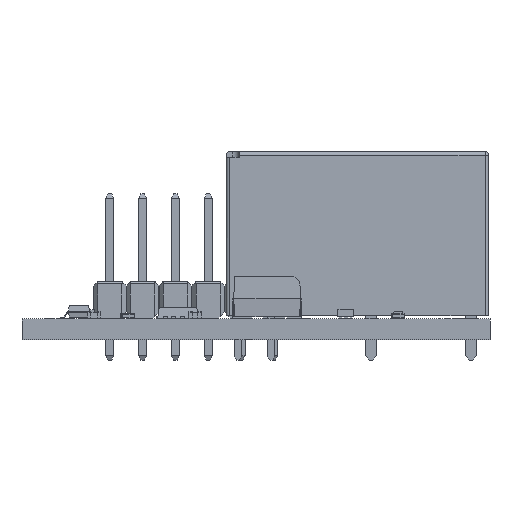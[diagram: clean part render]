
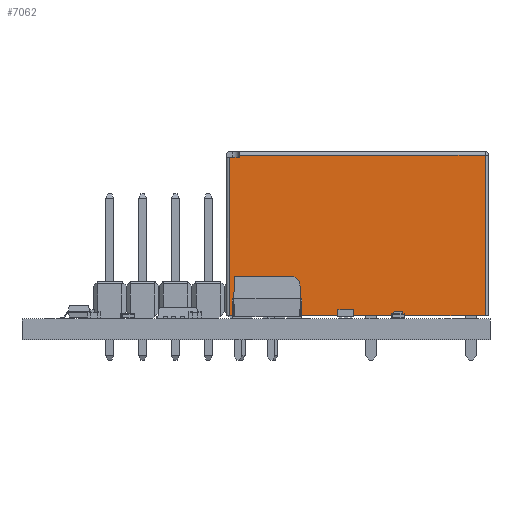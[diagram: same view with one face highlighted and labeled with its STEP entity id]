
A CAD part, front view. The second image highlights one B-rep face of the part: STEP entity #7062.
In plain terms, the highlighted free-form (B-spline) face has degree [1, 1] with [2, 2] control points.
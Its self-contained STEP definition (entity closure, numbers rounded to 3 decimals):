
#4451 = B_SPLINE_SURFACE_WITH_KNOTS('',1,1,(
    (#4452,#4453)
    ,(#4454,#4455
    )),.UNSPECIFIED.,.F.,.F.,.F.,(2,2),(2,2),(-10.,10.),(-2.5,2.5),
  .PIECEWISE_BEZIER_KNOTS.);
#4452 = CARTESIAN_POINT('',(-10.,-2.5,0.));
#4453 = CARTESIAN_POINT('',(-10.,2.5,0.));
#4454 = CARTESIAN_POINT('',(10.,-2.5,0.));
#4455 = CARTESIAN_POINT('',(10.,2.5,0.));
#4584 = VERTEX_POINT('',#4585);
#4585 = CARTESIAN_POINT('',(-9.75,-2.5,0.));
#4599 = ( BOUNDED_SURFACE() B_SPLINE_SURFACE(2,1,(
    (#4600,#4601)
    ,(#4602,#4603)
    ,(#4604,#4605
)),.UNSPECIFIED.,.F.,.F.,.F.) B_SPLINE_SURFACE_WITH_KNOTS((3,3),(2,2),(
    0.,1.571),(24.127,36.377),.PIECEWISE_BEZIER_KNOTS.) 
GEOMETRIC_REPRESENTATION_ITEM() RATIONAL_B_SPLINE_SURFACE((
    (1.,1.)
    ,(0.707,0.707)
,(1.,1.))) REPRESENTATION_ITEM('') SURFACE() );
#4600 = CARTESIAN_POINT('',(-9.75,-2.5,0.));
#4601 = CARTESIAN_POINT('',(-9.75,-2.5,-12.25));
#4602 = CARTESIAN_POINT('',(-10.,-2.5,0.));
#4603 = CARTESIAN_POINT('',(-10.,-2.5,-12.25));
#4604 = CARTESIAN_POINT('',(-10.,-2.25,0.));
#4605 = CARTESIAN_POINT('',(-10.,-2.25,-12.25));
#4613 = EDGE_CURVE('',#4584,#4614,#4616,.T.);
#4614 = VERTEX_POINT('',#4615);
#4615 = CARTESIAN_POINT('',(9.75,-2.5,0.));
#4616 = SURFACE_CURVE('',#4617,(#4620,#4626),.PCURVE_S1.);
#4617 = B_SPLINE_CURVE_WITH_KNOTS('',1,(#4618,#4619),.UNSPECIFIED.,.F.,
  .F.,(2,2),(0.,19.5),.PIECEWISE_BEZIER_KNOTS.);
#4618 = CARTESIAN_POINT('',(-9.75,-2.5,0.));
#4619 = CARTESIAN_POINT('',(9.75,-2.5,0.));
#4620 = PCURVE('',#4451,#4621);
#4621 = DEFINITIONAL_REPRESENTATION('',(#4622),#4625);
#4622 = B_SPLINE_CURVE_WITH_KNOTS('',1,(#4623,#4624),.UNSPECIFIED.,.F.,
  .F.,(2,2),(0.,19.5),.PIECEWISE_BEZIER_KNOTS.);
#4623 = CARTESIAN_POINT('',(-9.75,-2.5));
#4624 = CARTESIAN_POINT('',(9.75,-2.5));
#4625 = ( GEOMETRIC_REPRESENTATION_CONTEXT(2) 
PARAMETRIC_REPRESENTATION_CONTEXT() REPRESENTATION_CONTEXT('2D SPACE',''
  ) );
#4626 = PCURVE('',#4627,#4632);
#4627 = B_SPLINE_SURFACE_WITH_KNOTS('',1,1,(
    (#4628,#4629)
    ,(#4630,#4631
    )),.UNSPECIFIED.,.F.,.F.,.F.,(2,2),(2,2),(0.25,19.75),(-12.25,0.),
  .PIECEWISE_BEZIER_KNOTS.);
#4628 = CARTESIAN_POINT('',(-9.75,-2.5,-12.25));
#4629 = CARTESIAN_POINT('',(-9.75,-2.5,0.));
#4630 = CARTESIAN_POINT('',(9.75,-2.5,-12.25));
#4631 = CARTESIAN_POINT('',(9.75,-2.5,0.));
#4632 = DEFINITIONAL_REPRESENTATION('',(#4633),#4636);
#4633 = B_SPLINE_CURVE_WITH_KNOTS('',1,(#4634,#4635),.UNSPECIFIED.,.F.,
  .F.,(2,2),(0.,19.5),.PIECEWISE_BEZIER_KNOTS.);
#4634 = CARTESIAN_POINT('',(0.25,0.));
#4635 = CARTESIAN_POINT('',(19.75,0.));
#4636 = ( GEOMETRIC_REPRESENTATION_CONTEXT(2) 
PARAMETRIC_REPRESENTATION_CONTEXT() REPRESENTATION_CONTEXT('2D SPACE',''
  ) );
#4652 = ( BOUNDED_SURFACE() B_SPLINE_SURFACE(2,1,(
    (#4653,#4654)
    ,(#4655,#4656)
    ,(#4657,#4658
)),.UNSPECIFIED.,.F.,.F.,.F.) B_SPLINE_SURFACE_WITH_KNOTS((3,3),(2,2),(
    0.,1.571),(24.127,36.207),.PIECEWISE_BEZIER_KNOTS.) 
GEOMETRIC_REPRESENTATION_ITEM() RATIONAL_B_SPLINE_SURFACE((
    (1.,1.)
    ,(0.707,0.707)
,(1.,1.))) REPRESENTATION_ITEM('') SURFACE() );
#4653 = CARTESIAN_POINT('',(10.,-2.25,0.));
#4654 = CARTESIAN_POINT('',(10.,-2.25,-12.08));
#4655 = CARTESIAN_POINT('',(10.,-2.5,0.));
#4656 = CARTESIAN_POINT('',(10.,-2.5,-12.08));
#4657 = CARTESIAN_POINT('',(9.75,-2.5,0.));
#4658 = CARTESIAN_POINT('',(9.75,-2.5,-12.08));
#6387 = EDGE_CURVE('',#4614,#6388,#6390,.T.);
#6388 = VERTEX_POINT('',#6389);
#6389 = CARTESIAN_POINT('',(9.75,-2.5,-12.08));
#6390 = SURFACE_CURVE('',#6391,(#6394,#6401),.PCURVE_S1.);
#6391 = B_SPLINE_CURVE_WITH_KNOTS('',1,(#6392,#6393),.UNSPECIFIED.,.F.,
  .F.,(2,2),(0.,12.08),.PIECEWISE_BEZIER_KNOTS.);
#6392 = CARTESIAN_POINT('',(9.75,-2.5,0.));
#6393 = CARTESIAN_POINT('',(9.75,-2.5,-12.08));
#6394 = PCURVE('',#4652,#6395);
#6395 = DEFINITIONAL_REPRESENTATION('',(#6396),#6400);
#6396 = B_SPLINE_CURVE_WITH_KNOTS('',2,(#6397,#6398,#6399),
  .UNSPECIFIED.,.F.,.F.,(3,3),(0.,12.08),.PIECEWISE_BEZIER_KNOTS.);
#6397 = CARTESIAN_POINT('',(1.571,24.127));
#6398 = CARTESIAN_POINT('',(1.571,30.167));
#6399 = CARTESIAN_POINT('',(1.571,36.207));
#6400 = ( GEOMETRIC_REPRESENTATION_CONTEXT(2) 
PARAMETRIC_REPRESENTATION_CONTEXT() REPRESENTATION_CONTEXT('2D SPACE',''
  ) );
#6401 = PCURVE('',#4627,#6402);
#6402 = DEFINITIONAL_REPRESENTATION('',(#6403),#6406);
#6403 = B_SPLINE_CURVE_WITH_KNOTS('',1,(#6404,#6405),.UNSPECIFIED.,.F.,
  .F.,(2,2),(0.,12.08),.PIECEWISE_BEZIER_KNOTS.);
#6404 = CARTESIAN_POINT('',(19.75,0.));
#6405 = CARTESIAN_POINT('',(19.75,-12.08));
#6406 = ( GEOMETRIC_REPRESENTATION_CONTEXT(2) 
PARAMETRIC_REPRESENTATION_CONTEXT() REPRESENTATION_CONTEXT('2D SPACE',''
  ) );
#6422 = B_SPLINE_SURFACE_WITH_KNOTS('',1,1,(
    (#6423,#6424)
    ,(#6425,#6426
    )),.UNSPECIFIED.,.F.,.F.,.F.,(2,2),(2,2),(9.,10.),(-2.5,-1.3),
  .PIECEWISE_BEZIER_KNOTS.);
#6423 = CARTESIAN_POINT('',(9.,-2.5,-12.08));
#6424 = CARTESIAN_POINT('',(9.,-1.3,-12.08));
#6425 = CARTESIAN_POINT('',(10.,-2.5,-12.08));
#6426 = CARTESIAN_POINT('',(10.,-1.3,-12.08));
#6514 = VERTEX_POINT('',#6515);
#6515 = CARTESIAN_POINT('',(9.,-2.5,-12.08));
#6527 = B_SPLINE_SURFACE_WITH_KNOTS('',1,1,(
    (#6528,#6529)
    ,(#6530,#6531
    )),.UNSPECIFIED.,.F.,.F.,.F.,(2,2),(2,2),(0.,0.7),(0.,0.42),
  .PIECEWISE_BEZIER_KNOTS.);
#6528 = CARTESIAN_POINT('',(9.,-1.8,-12.5));
#6529 = CARTESIAN_POINT('',(9.,-1.8,-12.08));
#6530 = CARTESIAN_POINT('',(9.,-2.5,-12.5));
#6531 = CARTESIAN_POINT('',(9.,-2.5,-12.08));
#6538 = EDGE_CURVE('',#6514,#6388,#6539,.T.);
#6539 = SURFACE_CURVE('',#6540,(#6543,#6549),.PCURVE_S1.);
#6540 = B_SPLINE_CURVE_WITH_KNOTS('',1,(#6541,#6542),.UNSPECIFIED.,.F.,
  .F.,(2,2),(0.,0.75),.PIECEWISE_BEZIER_KNOTS.);
#6541 = CARTESIAN_POINT('',(9.,-2.5,-12.08));
#6542 = CARTESIAN_POINT('',(9.75,-2.5,-12.08));
#6543 = PCURVE('',#6422,#6544);
#6544 = DEFINITIONAL_REPRESENTATION('',(#6545),#6548);
#6545 = B_SPLINE_CURVE_WITH_KNOTS('',1,(#6546,#6547),.UNSPECIFIED.,.F.,
  .F.,(2,2),(0.,0.75),.PIECEWISE_BEZIER_KNOTS.);
#6546 = CARTESIAN_POINT('',(9.,-2.5));
#6547 = CARTESIAN_POINT('',(9.75,-2.5));
#6548 = ( GEOMETRIC_REPRESENTATION_CONTEXT(2) 
PARAMETRIC_REPRESENTATION_CONTEXT() REPRESENTATION_CONTEXT('2D SPACE',''
  ) );
#6549 = PCURVE('',#4627,#6550);
#6550 = DEFINITIONAL_REPRESENTATION('',(#6551),#6554);
#6551 = B_SPLINE_CURVE_WITH_KNOTS('',1,(#6552,#6553),.UNSPECIFIED.,.F.,
  .F.,(2,2),(0.,0.75),.PIECEWISE_BEZIER_KNOTS.);
#6552 = CARTESIAN_POINT('',(19.,-12.08));
#6553 = CARTESIAN_POINT('',(19.75,-12.08));
#6554 = ( GEOMETRIC_REPRESENTATION_CONTEXT(2) 
PARAMETRIC_REPRESENTATION_CONTEXT() REPRESENTATION_CONTEXT('2D SPACE',''
  ) );
#7011 = VERTEX_POINT('',#7012);
#7012 = CARTESIAN_POINT('',(-9.75,-2.5,-12.25));
#7043 = EDGE_CURVE('',#4584,#7011,#7044,.T.);
#7044 = SURFACE_CURVE('',#7045,(#7048,#7055),.PCURVE_S1.);
#7045 = B_SPLINE_CURVE_WITH_KNOTS('',1,(#7046,#7047),.UNSPECIFIED.,.F.,
  .F.,(2,2),(0.,12.25),.PIECEWISE_BEZIER_KNOTS.);
#7046 = CARTESIAN_POINT('',(-9.75,-2.5,0.));
#7047 = CARTESIAN_POINT('',(-9.75,-2.5,-12.25));
#7048 = PCURVE('',#4599,#7049);
#7049 = DEFINITIONAL_REPRESENTATION('',(#7050),#7054);
#7050 = B_SPLINE_CURVE_WITH_KNOTS('',2,(#7051,#7052,#7053),
  .UNSPECIFIED.,.F.,.F.,(3,3),(0.,12.25),.PIECEWISE_BEZIER_KNOTS.);
#7051 = CARTESIAN_POINT('',(0.,24.127));
#7052 = CARTESIAN_POINT('',(0.,30.252));
#7053 = CARTESIAN_POINT('',(0.,36.377));
#7054 = ( GEOMETRIC_REPRESENTATION_CONTEXT(2) 
PARAMETRIC_REPRESENTATION_CONTEXT() REPRESENTATION_CONTEXT('2D SPACE',''
  ) );
#7055 = PCURVE('',#4627,#7056);
#7056 = DEFINITIONAL_REPRESENTATION('',(#7057),#7060);
#7057 = B_SPLINE_CURVE_WITH_KNOTS('',1,(#7058,#7059),.UNSPECIFIED.,.F.,
  .F.,(2,2),(0.,12.25),.PIECEWISE_BEZIER_KNOTS.);
#7058 = CARTESIAN_POINT('',(0.25,0.));
#7059 = CARTESIAN_POINT('',(0.25,-12.25));
#7060 = ( GEOMETRIC_REPRESENTATION_CONTEXT(2) 
PARAMETRIC_REPRESENTATION_CONTEXT() REPRESENTATION_CONTEXT('2D SPACE',''
  ) );
#7062 = ADVANCED_FACE('',(#7063),#4627,.T.);
#7063 = FACE_BOUND('',#7064,.T.);
#7064 = EDGE_LOOP('',(#7065,#7066,#7067,#7095,#7113,#7114));
#7065 = ORIENTED_EDGE('',*,*,#4613,.F.);
#7066 = ORIENTED_EDGE('',*,*,#7043,.T.);
#7067 = ORIENTED_EDGE('',*,*,#7068,.F.);
#7068 = EDGE_CURVE('',#7069,#7011,#7071,.T.);
#7069 = VERTEX_POINT('',#7070);
#7070 = CARTESIAN_POINT('',(9.,-2.5,-12.25));
#7071 = SURFACE_CURVE('',#7072,(#7075,#7081),.PCURVE_S1.);
#7072 = B_SPLINE_CURVE_WITH_KNOTS('',1,(#7073,#7074),.UNSPECIFIED.,.F.,
  .F.,(2,2),(0.,18.75),.PIECEWISE_BEZIER_KNOTS.);
#7073 = CARTESIAN_POINT('',(9.,-2.5,-12.25));
#7074 = CARTESIAN_POINT('',(-9.75,-2.5,-12.25));
#7075 = PCURVE('',#4627,#7076);
#7076 = DEFINITIONAL_REPRESENTATION('',(#7077),#7080);
#7077 = B_SPLINE_CURVE_WITH_KNOTS('',1,(#7078,#7079),.UNSPECIFIED.,.F.,
  .F.,(2,2),(0.,18.75),.PIECEWISE_BEZIER_KNOTS.);
#7078 = CARTESIAN_POINT('',(19.,-12.25));
#7079 = CARTESIAN_POINT('',(0.25,-12.25));
#7080 = ( GEOMETRIC_REPRESENTATION_CONTEXT(2) 
PARAMETRIC_REPRESENTATION_CONTEXT() REPRESENTATION_CONTEXT('2D SPACE',''
  ) );
#7081 = PCURVE('',#7082,#7089);
#7082 = ( BOUNDED_SURFACE() B_SPLINE_SURFACE(2,1,(
    (#7083,#7084)
    ,(#7085,#7086)
    ,(#7087,#7088
)),.UNSPECIFIED.,.F.,.F.,.F.) B_SPLINE_SURFACE_WITH_KNOTS((3,3),(2,2),(
    0.,1.571),(27.072,45.822),.PIECEWISE_BEZIER_KNOTS.) 
GEOMETRIC_REPRESENTATION_ITEM() RATIONAL_B_SPLINE_SURFACE((
    (1.,1.)
    ,(0.707,0.707)
,(1.,1.))) REPRESENTATION_ITEM('') SURFACE() );
#7083 = CARTESIAN_POINT('',(9.,-2.25,-12.5));
#7084 = CARTESIAN_POINT('',(-9.75,-2.25,-12.5));
#7085 = CARTESIAN_POINT('',(9.,-2.5,-12.5));
#7086 = CARTESIAN_POINT('',(-9.75,-2.5,-12.5));
#7087 = CARTESIAN_POINT('',(9.,-2.5,-12.25));
#7088 = CARTESIAN_POINT('',(-9.75,-2.5,-12.25));
#7089 = DEFINITIONAL_REPRESENTATION('',(#7090),#7094);
#7090 = B_SPLINE_CURVE_WITH_KNOTS('',2,(#7091,#7092,#7093),
  .UNSPECIFIED.,.F.,.F.,(3,3),(0.,18.75),.PIECEWISE_BEZIER_KNOTS.);
#7091 = CARTESIAN_POINT('',(1.571,27.072));
#7092 = CARTESIAN_POINT('',(1.571,36.447));
#7093 = CARTESIAN_POINT('',(1.571,45.822));
#7094 = ( GEOMETRIC_REPRESENTATION_CONTEXT(2) 
PARAMETRIC_REPRESENTATION_CONTEXT() REPRESENTATION_CONTEXT('2D SPACE',''
  ) );
#7095 = ORIENTED_EDGE('',*,*,#7096,.T.);
#7096 = EDGE_CURVE('',#7069,#6514,#7097,.T.);
#7097 = SURFACE_CURVE('',#7098,(#7101,#7107),.PCURVE_S1.);
#7098 = B_SPLINE_CURVE_WITH_KNOTS('',1,(#7099,#7100),.UNSPECIFIED.,.F.,
  .F.,(2,2),(0.,0.17),.PIECEWISE_BEZIER_KNOTS.);
#7099 = CARTESIAN_POINT('',(9.,-2.5,-12.25));
#7100 = CARTESIAN_POINT('',(9.,-2.5,-12.08));
#7101 = PCURVE('',#4627,#7102);
#7102 = DEFINITIONAL_REPRESENTATION('',(#7103),#7106);
#7103 = B_SPLINE_CURVE_WITH_KNOTS('',1,(#7104,#7105),.UNSPECIFIED.,.F.,
  .F.,(2,2),(0.,0.17),.PIECEWISE_BEZIER_KNOTS.);
#7104 = CARTESIAN_POINT('',(19.,-12.25));
#7105 = CARTESIAN_POINT('',(19.,-12.08));
#7106 = ( GEOMETRIC_REPRESENTATION_CONTEXT(2) 
PARAMETRIC_REPRESENTATION_CONTEXT() REPRESENTATION_CONTEXT('2D SPACE',''
  ) );
#7107 = PCURVE('',#6527,#7108);
#7108 = DEFINITIONAL_REPRESENTATION('',(#7109),#7112);
#7109 = B_SPLINE_CURVE_WITH_KNOTS('',1,(#7110,#7111),.UNSPECIFIED.,.F.,
  .F.,(2,2),(0.,0.17),.PIECEWISE_BEZIER_KNOTS.);
#7110 = CARTESIAN_POINT('',(0.7,0.25));
#7111 = CARTESIAN_POINT('',(0.7,0.42));
#7112 = ( GEOMETRIC_REPRESENTATION_CONTEXT(2) 
PARAMETRIC_REPRESENTATION_CONTEXT() REPRESENTATION_CONTEXT('2D SPACE',''
  ) );
#7113 = ORIENTED_EDGE('',*,*,#6538,.T.);
#7114 = ORIENTED_EDGE('',*,*,#6387,.F.);
